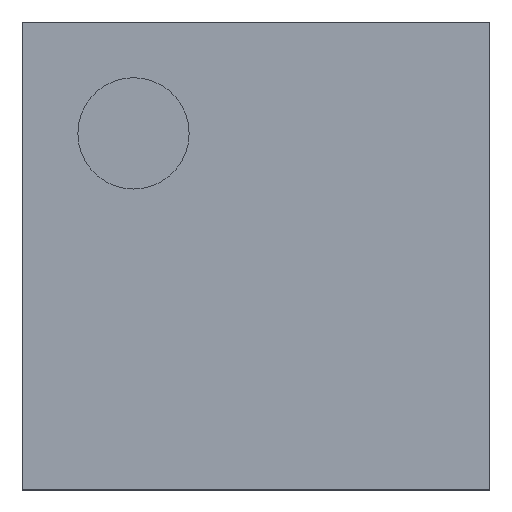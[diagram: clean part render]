
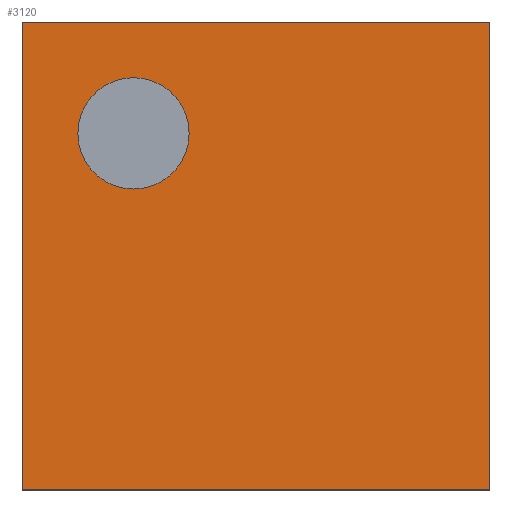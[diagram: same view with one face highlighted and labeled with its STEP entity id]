
A CAD part, top view. The second image highlights one B-rep face of the part: STEP entity #3120.
In plain terms, the highlighted planar face has unit normal (0, 0, 1).
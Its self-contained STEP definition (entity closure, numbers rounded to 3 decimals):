
#1740=CARTESIAN_POINT('',(-0.3,0.55,0.8));
#1741=VERTEX_POINT('',#1740);
#1750=CARTESIAN_POINT('',(-0.8,0.55,0.8));
#1751=VERTEX_POINT('',#1750);
#1752=CARTESIAN_POINT('',(-0.55,0.55,0.8));
#1753=DIRECTION('',(0.0,0.0,-1.0));
#1754=DIRECTION('',(1.0,0.0,0.0));
#1755=AXIS2_PLACEMENT_3D('',#1752,#1753,#1754);
#1756=CIRCLE('',#1755,0.25);
#1757=EDGE_CURVE('',#1751,#1741,#1756,.T.);
#1791=CARTESIAN_POINT('',(-0.55,0.55,0.8));
#1792=DIRECTION('',(0.0,0.0,-1.0));
#1793=DIRECTION('',(1.0,0.0,0.0));
#1794=AXIS2_PLACEMENT_3D('',#1791,#1792,#1793);
#1795=CIRCLE('',#1794,0.25);
#1796=EDGE_CURVE('',#1741,#1751,#1795,.T.);
#3044=CARTESIAN_POINT('',(1.05,1.05,0.8));
#3045=VERTEX_POINT('',#3044);
#3052=CARTESIAN_POINT('',(1.05,-1.05,0.8));
#3053=VERTEX_POINT('',#3052);
#3054=CARTESIAN_POINT('',(1.05,-1.05,0.8));
#3055=DIRECTION('',(0.0,1.0,0.0));
#3056=VECTOR('',#3055,2.1);
#3057=LINE('',#3054,#3056);
#3058=EDGE_CURVE('',#3053,#3045,#3057,.T.);
#3086=CARTESIAN_POINT('',(0.0,0.0,0.8));
#3087=DIRECTION('',(0.0,0.0,1.0));
#3088=DIRECTION('',(0.0,-1.0,0.0));
#3089=AXIS2_PLACEMENT_3D('',#3086,#3087,#3088);
#3090=PLANE('',#3089);
#3091=CARTESIAN_POINT('',(-1.05,-1.05,0.8));
#3092=VERTEX_POINT('',#3091);
#3093=CARTESIAN_POINT('',(-1.05,-1.05,0.8));
#3094=DIRECTION('',(1.0,0.0,0.0));
#3095=VECTOR('',#3094,2.1);
#3096=LINE('',#3093,#3095);
#3097=EDGE_CURVE('',#3092,#3053,#3096,.T.);
#3098=ORIENTED_EDGE('',*,*,#3097,.T.);
#3099=ORIENTED_EDGE('',*,*,#3058,.T.);
#3100=CARTESIAN_POINT('',(-1.05,1.05,0.8));
#3101=VERTEX_POINT('',#3100);
#3102=CARTESIAN_POINT('',(1.05,1.05,0.8));
#3103=DIRECTION('',(-1.0,0.0,0.0));
#3104=VECTOR('',#3103,2.1);
#3105=LINE('',#3102,#3104);
#3106=EDGE_CURVE('',#3045,#3101,#3105,.T.);
#3107=ORIENTED_EDGE('',*,*,#3106,.T.);
#3108=CARTESIAN_POINT('',(-1.05,1.05,0.8));
#3109=DIRECTION('',(0.0,-1.0,0.0));
#3110=VECTOR('',#3109,2.1);
#3111=LINE('',#3108,#3110);
#3112=EDGE_CURVE('',#3101,#3092,#3111,.T.);
#3113=ORIENTED_EDGE('',*,*,#3112,.T.);
#3114=EDGE_LOOP('',(#3098,#3099,#3107,#3113));
#3115=FACE_OUTER_BOUND('',#3114,.T.);
#3116=ORIENTED_EDGE('',*,*,#1796,.T.);
#3117=ORIENTED_EDGE('',*,*,#1757,.T.);
#3118=EDGE_LOOP('',(#3116,#3117));
#3119=FACE_BOUND('',#3118,.T.);
#3120=ADVANCED_FACE('',(#3115,#3119),#3090,.T.);
